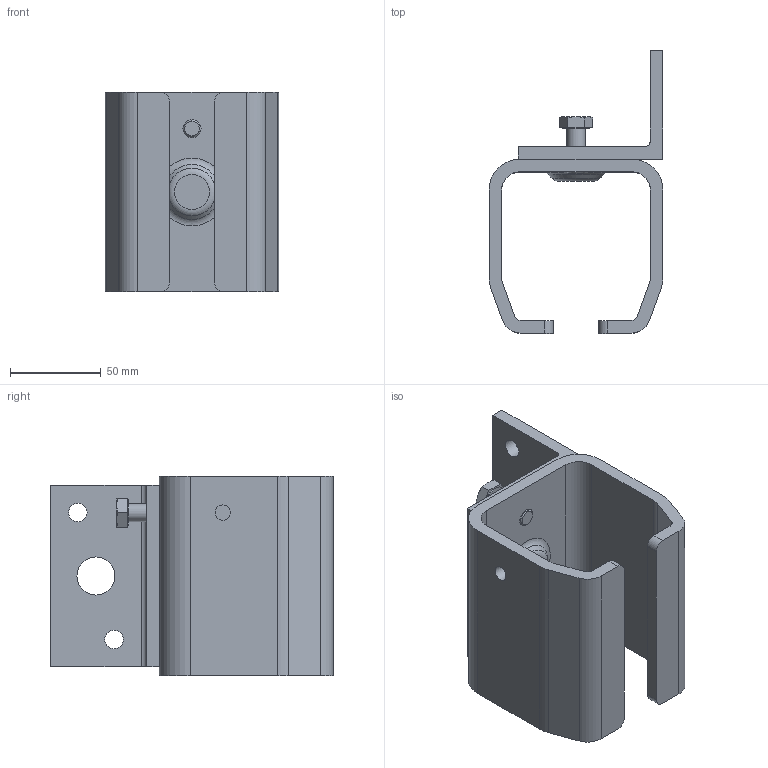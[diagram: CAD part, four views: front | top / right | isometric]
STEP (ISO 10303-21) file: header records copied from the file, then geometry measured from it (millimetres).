
FILE_DESCRIPTION((''),'2;1');
FILE_NAME('9068V.stp','2013-06-20T15:23:34',('Giuliano'),(''),'Autodesk Inventor 2013','Autodesk Inventor 2013','');
FILE_SCHEMA(('AUTOMOTIVE_DESIGN { 1 0 10303 214 1 1 1 1 }'));
Length unit declared in the file: millimetre
Products named in the file (5): 9068V; 9068VN; 15996; 16044; 04525
Assembly tree (4 placements, depth 3):
  9068V
    9068VN
      15996
      16044
    04525
Bounding box: 96 x 156 x 110 mm (x, y, z)
Volume: 325316.3 mm3; surface area: 103698.3 mm2
Topology: 3 solids, 3 shells, 76 faces, 189 edges, 123 vertices
Faces by surface type: plane 38, cylinder 26, cone 8, torus 4
Full cylindrical faces by diameter (mm): 8.376 x2, 10 x1, 10.2 x2, 14 x1, 14.63 x1, 18 x1, 21 x1
Entity records: 2337 total; most frequent: CARTESIAN_POINT 402, DIRECTION 395, ORIENTED_EDGE 344, EDGE_CURVE 172, AXIS2_PLACEMENT_3D 150, VERTEX_POINT 121, EDGE_LOOP 107, VECTOR 95
